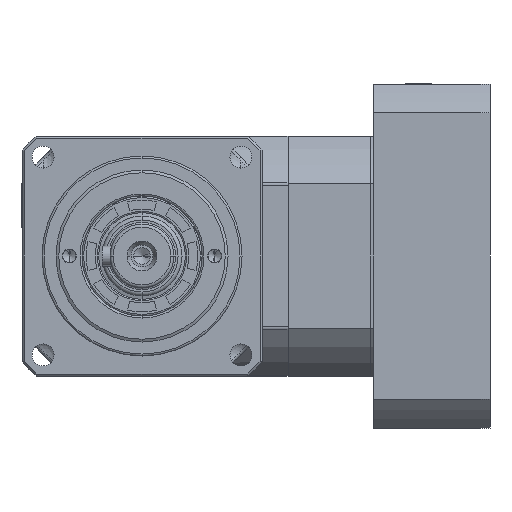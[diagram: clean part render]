
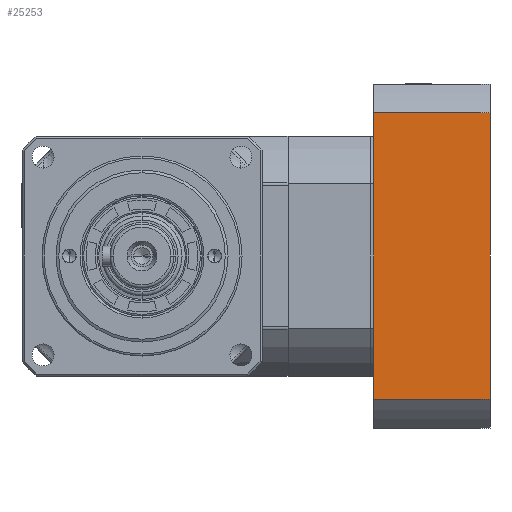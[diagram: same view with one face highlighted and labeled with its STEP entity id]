
A CAD part, left-side view. The second image highlights one B-rep face of the part: STEP entity #25253.
In plain terms, the highlighted face is planar.
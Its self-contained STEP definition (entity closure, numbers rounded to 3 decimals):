
#230 = LINE ( 'NONE', #12264, #13850 ) ;
#576 = EDGE_CURVE ( 'NONE', #1327, #28458, #29480, .T. ) ;
#1327 = VERTEX_POINT ( 'NONE', #29827 ) ;
#2606 = ORIENTED_EDGE ( 'NONE', *, *, #25519, .F. ) ;
#4221 = EDGE_CURVE ( 'NONE', #8015, #1327, #9991, .T. ) ;
#4285 = EDGE_CURVE ( 'NONE', #28458, #23825, #26688, .T. ) ;
#4849 = CARTESIAN_POINT ( 'NONE',  ( 34.5, 43., -35.875 ) ) ;
#4853 = DIRECTION ( 'NONE',  ( 0., 0., -1. ) ) ;
#5805 = CARTESIAN_POINT ( 'NONE',  ( 5.5, 43., -35.875 ) ) ;
#6789 = CARTESIAN_POINT ( 'NONE',  ( 5.5, 43., 35.875 ) ) ;
#7587 = ORIENTED_EDGE ( 'NONE', *, *, #4221, .T. ) ;
#8015 = VERTEX_POINT ( 'NONE', #6789 ) ;
#8422 = ORIENTED_EDGE ( 'NONE', *, *, #576, .T. ) ;
#9991 = LINE ( 'NONE', #19254, #28457 ) ;
#10693 = EDGE_LOOP ( 'NONE', ( #2606, #7587, #8422, #26845 ) ) ;
#10929 = PLANE ( 'NONE',  #31168 ) ;
#11132 = CARTESIAN_POINT ( 'NONE',  ( 34.5, 43., -35.875 ) ) ;
#11822 = FACE_OUTER_BOUND ( 'NONE', #10693, .T. ) ;
#12264 = CARTESIAN_POINT ( 'NONE',  ( 5.5, 43., 0. ) ) ;
#13407 = VECTOR ( 'NONE', #17465, 1000. ) ;
#13505 = DIRECTION ( 'NONE',  ( 0., 0., 1. ) ) ;
#13850 = VECTOR ( 'NONE', #22024, 1000. ) ;
#15682 = VECTOR ( 'NONE', #4853, 1000. ) ;
#17465 = DIRECTION ( 'NONE',  ( -1., 0., 0. ) ) ;
#17471 = CARTESIAN_POINT ( 'NONE',  ( 5.5, 43., -35.875 ) ) ;
#19224 = DIRECTION ( 'NONE',  ( 1., 0., 0. ) ) ;
#19254 = CARTESIAN_POINT ( 'NONE',  ( 5.5, 43., 35.875 ) ) ;
#22024 = DIRECTION ( 'NONE',  ( 0., 0., -1. ) ) ;
#23825 = VERTEX_POINT ( 'NONE', #25204 ) ;
#25204 = CARTESIAN_POINT ( 'NONE',  ( 5.5, 43., -35.875 ) ) ;
#25253 = ADVANCED_FACE ( 'NONE', ( #11822 ), #10929, .T. ) ;
#25519 = EDGE_CURVE ( 'NONE', #8015, #23825, #230, .T. ) ;
#26688 = LINE ( 'NONE', #17471, #13407 ) ;
#26845 = ORIENTED_EDGE ( 'NONE', *, *, #4285, .T. ) ;
#28180 = DIRECTION ( 'NONE',  ( 0., 1., 0. ) ) ;
#28457 = VECTOR ( 'NONE', #19224, 1000. ) ;
#28458 = VERTEX_POINT ( 'NONE', #11132 ) ;
#29480 = LINE ( 'NONE', #4849, #15682 ) ;
#29827 = CARTESIAN_POINT ( 'NONE',  ( 34.5, 43., 35.875 ) ) ;
#31168 = AXIS2_PLACEMENT_3D ( 'NONE', #5805, #28180, #13505 ) ;
